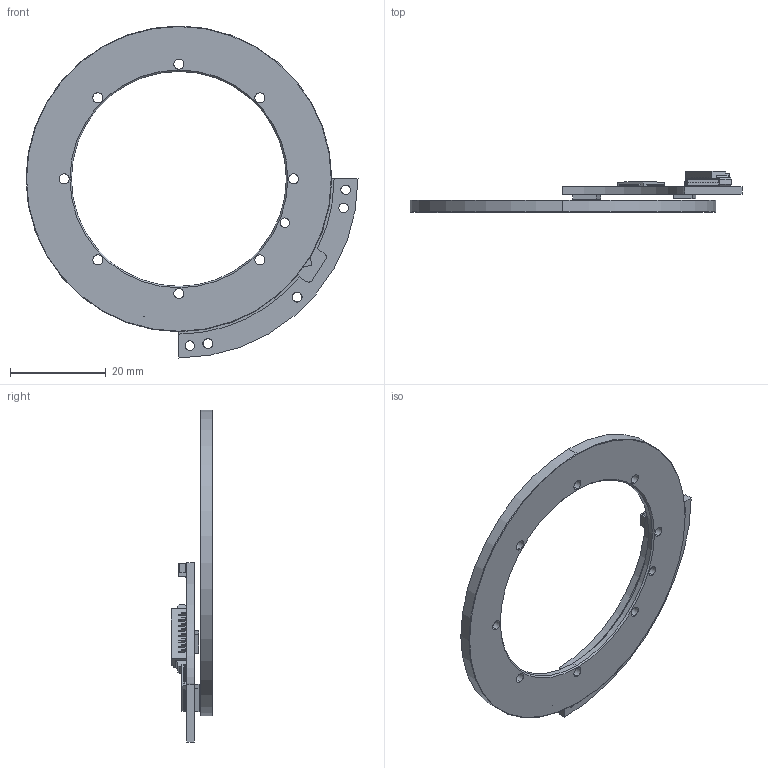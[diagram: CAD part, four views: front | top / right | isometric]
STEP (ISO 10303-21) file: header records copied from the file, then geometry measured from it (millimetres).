
FILE_DESCRIPTION (( 'STEP AP214' ), '1' );
FILE_NAME ('IAM64 20240506-¶àÈ¦.STEP', '2024-05-06T08:25:41', ( '' ), ( '' ), 'SwSTEP 2.0', 'SolidWorks 2018', '' );
FILE_SCHEMA (( 'AUTOMOTIVE_DESIGN' ));
Length unit declared in the file: millimetre
Products named in the file (3): 2024-5-6 IAM64多圈定子; IAM64 棠遠; IAM64 20240506-多圈
Assembly tree (2 placements, depth 2):
  IAM64 20240506-多圈
    2024-5-6 IAM64多圈定子
    IAM64 棠遠
Bounding box: 69.5 x 8.6 x 69.5 mm (x, y, z)
Volume: 4684.9 mm3; surface area: 6199.8 mm2
Topology: 6 solids, 6 shells, 1017 faces, 2621 edges, 1686 vertices
Faces by surface type: plane 809, cylinder 200, cone 6, bspline 2
Entity records: 41842 total; most frequent: CARTESIAN_POINT 5795, ORIENTED_EDGE 5242, DIRECTION 4919, EDGE_CURVE 2621, LINE 2067, VECTOR 2067, VERTEX_POINT 1686, AXIS2_PLACEMENT_3D 1426
